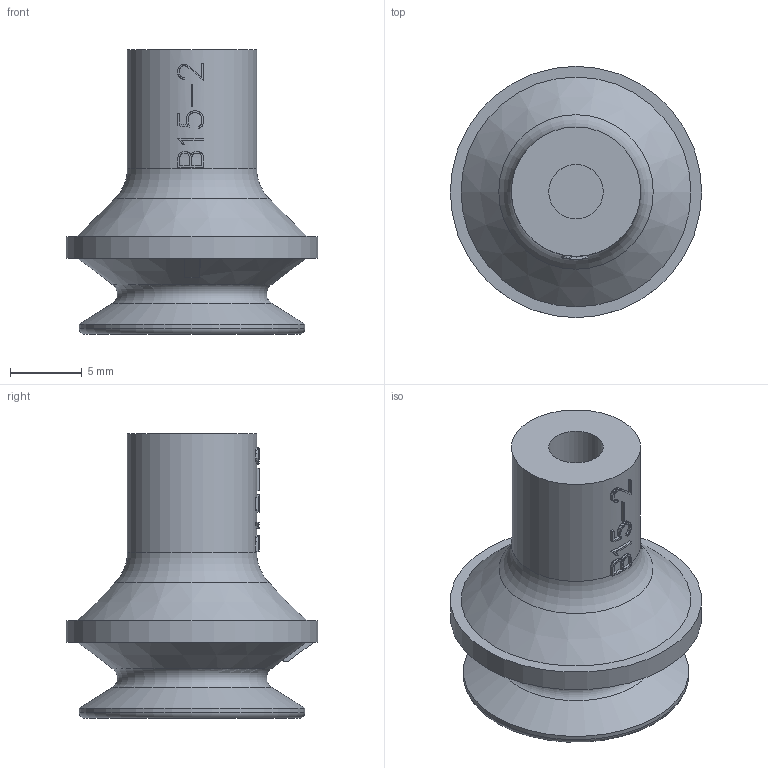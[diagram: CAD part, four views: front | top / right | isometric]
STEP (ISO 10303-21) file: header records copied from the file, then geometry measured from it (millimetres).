
FILE_DESCRIPTION(/* description */ ('Unknown'),/* implementation_level */ '2;1');
FILE_NAME(/* name */ 'S_A004_BXXX',/* time_stamp */ '2018-11-01T10:26:19+01:00',/* author */ ('Unknown'),/* organization */ ('Unknown'),/* preprocessor_version */ 'ST-DEVELOPER v16.7',/* originating_system */ 'DEX',/* authorisation */ $);
FILE_SCHEMA (('AUTOMOTIVE_DESIGN {1 0 10303 214 3 1 1}'));
Length unit declared in the file: millimetre
Products named in the file (4): S_A004_BXXX; A004_B15-2; Fitting_blank
Assembly tree (3 placements, depth 3):
  S_A004_BXXX
    A004_B15-2
      A004_B15-2
    Fitting_blank
Bounding box: 17.5 x 17.5 x 19.8 mm (x, y, z)
Volume: 2020.9 mm3; surface area: 1328.5 mm2
Topology: 1 solids, 1 shells, 138 faces, 368 edges, 243 vertices
Faces by surface type: plane 118, cylinder 12, cone 5, torus 3
Full cylindrical faces by diameter (mm): 3.8 x1, 9 x1, 15.7 x1, 17.5 x1
Entity records: 4376 total; most frequent: DIRECTION 817, CARTESIAN_POINT 746, ORIENTED_EDGE 706, EDGE_CURVE 353, AXIS2_PLACEMENT_3D 327, VERTEX_POINT 240, LINE 163, VECTOR 163
